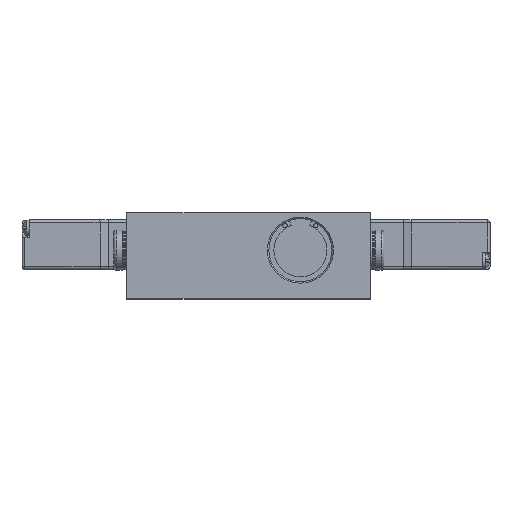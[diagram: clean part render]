
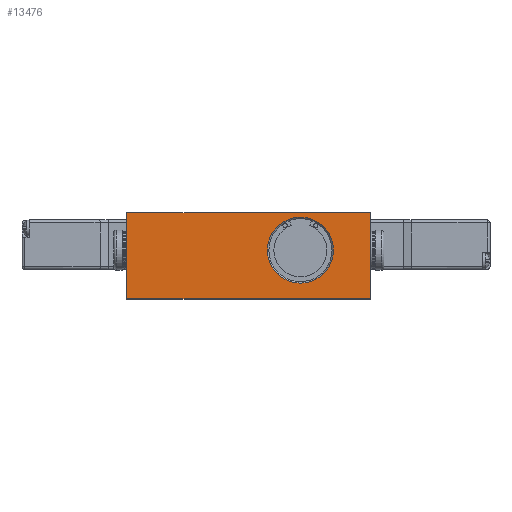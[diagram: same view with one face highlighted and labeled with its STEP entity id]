
A CAD part, top view. The second image highlights one B-rep face of the part: STEP entity #13476.
In plain terms, the highlighted planar face has unit normal (0, 0, 1).
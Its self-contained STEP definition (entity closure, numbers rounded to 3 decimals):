
#10379=CARTESIAN_POINT('',(42.5,-15.0,40.0));
#10380=VERTEX_POINT('',#10379);
#10381=CARTESIAN_POINT('',(-42.5,-15.0,40.0));
#10382=VERTEX_POINT('',#10381);
#10383=CARTESIAN_POINT('',(42.5,-15.0,40.0));
#10384=DIRECTION('',(-1.0,0.0,0.0));
#10385=VECTOR('',#10384,85.0);
#10386=LINE('',#10383,#10385);
#10387=EDGE_CURVE('',#10380,#10382,#10386,.T.);
#13381=CARTESIAN_POINT('',(29.5,2.,40.0));
#13382=VERTEX_POINT('',#13381);
#13383=CARTESIAN_POINT('',(18.0,2.,40.0));
#13384=DIRECTION('',(0.0,0.0,1.0));
#13385=DIRECTION('',(-1.0,0.0,0.0));
#13386=AXIS2_PLACEMENT_3D('',#13383,#13384,#13385);
#13387=CIRCLE('',#13386,11.5);
#13388=EDGE_CURVE('',#13382,#13382,#13387,.T.);
#13443=CARTESIAN_POINT('',(0.0,0.,40.0));
#13444=DIRECTION('',(0.0,0.0,1.0));
#13445=DIRECTION('',(1.0,0.0,0.0));
#13446=AXIS2_PLACEMENT_3D('',#13443,#13444,#13445);
#13447=PLANE('',#13446);
#13448=CARTESIAN_POINT('',(-42.5,15.0,40.0));
#13449=VERTEX_POINT('',#13448);
#13450=CARTESIAN_POINT('',(-42.5,-15.0,40.0));
#13451=DIRECTION('',(0.0,1.0,0.0));
#13452=VECTOR('',#13451,30.0);
#13453=LINE('',#13450,#13452);
#13454=EDGE_CURVE('',#10382,#13449,#13453,.T.);
#13455=ORIENTED_EDGE('',*,*,#13454,.F.);
#13456=ORIENTED_EDGE('',*,*,#10387,.F.);
#13457=CARTESIAN_POINT('',(42.5,15.0,40.0));
#13458=VERTEX_POINT('',#13457);
#13459=CARTESIAN_POINT('',(42.5,15.0,40.0));
#13460=DIRECTION('',(0.0,-1.0,0.0));
#13461=VECTOR('',#13460,30.0);
#13462=LINE('',#13459,#13461);
#13463=EDGE_CURVE('',#13458,#10380,#13462,.T.);
#13464=ORIENTED_EDGE('',*,*,#13463,.F.);
#13465=CARTESIAN_POINT('',(-42.5,15.0,40.0));
#13466=DIRECTION('',(1.0,0.0,0.0));
#13467=VECTOR('',#13466,85.0);
#13468=LINE('',#13465,#13467);
#13469=EDGE_CURVE('',#13449,#13458,#13468,.T.);
#13470=ORIENTED_EDGE('',*,*,#13469,.F.);
#13471=EDGE_LOOP('',(#13455,#13456,#13464,#13470));
#13472=FACE_OUTER_BOUND('',#13471,.T.);
#13473=ORIENTED_EDGE('',*,*,#13388,.F.);
#13474=EDGE_LOOP('',(#13473));
#13475=FACE_BOUND('',#13474,.T.);
#13476=ADVANCED_FACE('',(#13472,#13475),#13447,.T.);
